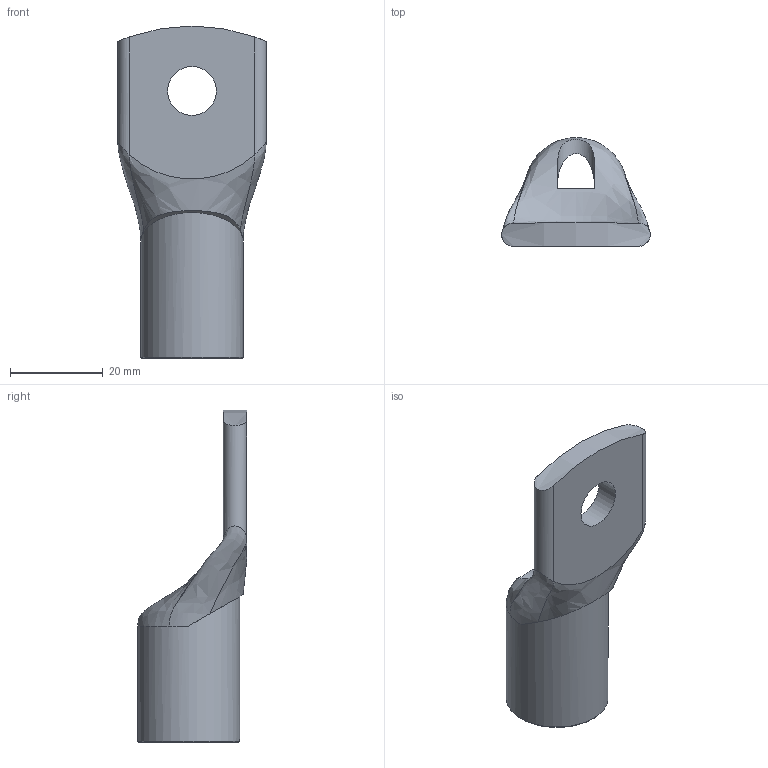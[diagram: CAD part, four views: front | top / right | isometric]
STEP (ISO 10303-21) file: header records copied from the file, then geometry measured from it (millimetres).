
FILE_DESCRIPTION((''),'2;1');
FILE_NAME('PK120-10.stp','2016-02-12T07:50:20',(''),(''),'Autodesk Inventor 2010','Autodesk Inventor 2010','');
FILE_SCHEMA(('AUTOMOTIVE_DESIGN { 1 0 10303 214 1 1 1 1 }'));
Length unit declared in the file: millimetre
Products named in the file (1): PK120-10
Bounding box: 32 x 23.5 x 71.57 mm (x, y, z)
Volume: 10769.4 mm3; surface area: 7315 mm2
Topology: 1 solids, 1 shells, 163 faces, 439 edges, 292 vertices
Faces by surface type: plane 81, bspline 44, cylinder 36, torus 1, cone 1
Full cylindrical faces by diameter (mm): 10.5 x1, 17 x1, 22 x1
Entity records: 6079 total; most frequent: CARTESIAN_POINT 2228, ORIENTED_EDGE 866, DIRECTION 648, EDGE_CURVE 433, VERTEX_POINT 291, VECTOR 256, LINE 256, AXIS2_PLACEMENT_3D 196
